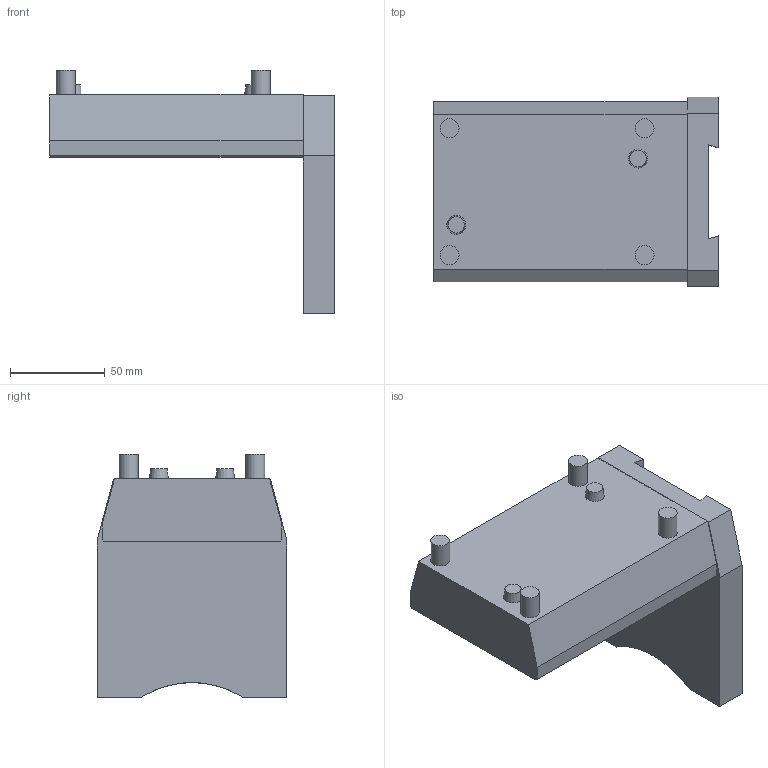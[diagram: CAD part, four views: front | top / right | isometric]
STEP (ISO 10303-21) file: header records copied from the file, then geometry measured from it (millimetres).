
FILE_DESCRIPTION(/* description */ (''),/* implementation_level */ '2;1');
FILE_NAME(/* name */ '1597064569385.stp',/* time_stamp */ '2020-08-10T15:02:57+02:00',/* author */ (''),/* organization */ ('SMS'),/* preprocessor_version */ 'ST-DEVELOPER v16.7',/* originating_system */ 'SIEMENS PLM Software NX 12.0',/* authorisation */ '');
FILE_SCHEMA (('AUTOMOTIVE_DESIGN { 1 0 10303 214 3 1 1 1 }'));
Length unit declared in the file: millimetre
Products named in the file (1): 201593560mod000_01
Bounding box: 150.5 x 100 x 128.5 mm (x, y, z)
Volume: 555252.5 mm3; surface area: 64490.2 mm2
Topology: 1 solids, 1 shells, 36 faces, 84 edges, 60 vertices
Faces by surface type: plane 29, cylinder 5, cone 2
Full cylindrical faces by diameter (mm): 10 x4
Entity records: 1052 total; most frequent: DIRECTION 174, CARTESIAN_POINT 174, ORIENTED_EDGE 152, EDGE_CURVE 76, LINE 58, VECTOR 58, AXIS2_PLACEMENT_3D 58, VERTEX_POINT 54
